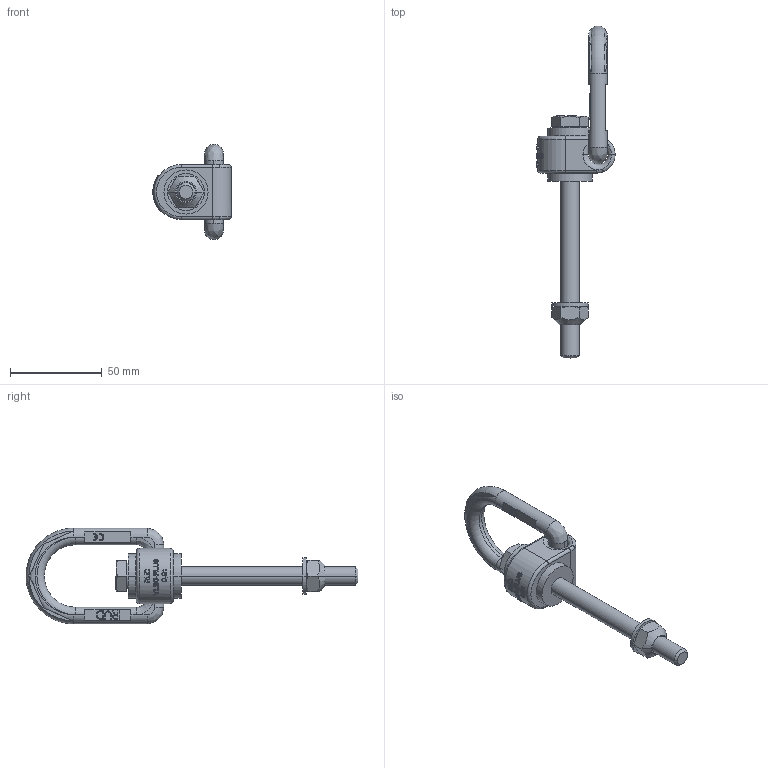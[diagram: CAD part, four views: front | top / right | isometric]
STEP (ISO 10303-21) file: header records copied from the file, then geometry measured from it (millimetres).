
FILE_DESCRIPTION((''),'2;1');
FILE_NAME('001-M35329-P-2_ASM','2019-02-06T',('anja.joas'),(''),'PRO/ENGINEER BY PARAMETRIC TECHNOLOGY CORPORATION, 2011490','PRO/ENGINEER BY PARAMETRIC TECHNOLOGY CORPORATION, 2011490','');
FILE_SCHEMA(('CONFIG_CONTROL_DESIGN'));
Length unit declared in the file: millimetre
Products named in the file (6): 001-M35329-P-2; 001-M35328-P-3; 001-M34894-P-2; 001-M31624-V02; 001-M31328-V21; 001-M35329-P-2_ASM
Assembly tree (5 placements, depth 2):
  001-M35329-P-2_ASM
    001-M35329-P-2
    001-M35328-P-3
    001-M34894-P-2
    001-M31624-V02
    001-M31328-V21
Bounding box: 42.5 x 180.45 x 52 mm (x, y, z)
Volume: 48534.4 mm3; surface area: 20354.6 mm2
Topology: 5 solids, 5 shells, 833 faces, 2279 edges, 1500 vertices
Faces by surface type: plane 723, cylinder 65, cone 20, torus 15, bspline 10
Entity records: 27067 total; most frequent: CARTESIAN_POINT 6780, ORIENTED_EDGE 4558, DIRECTION 3621, EDGE_CURVE 2279, VERTEX_POINT 1500, VECTOR 1361, LINE 1361, AXIS2_PLACEMENT_3D 1130
